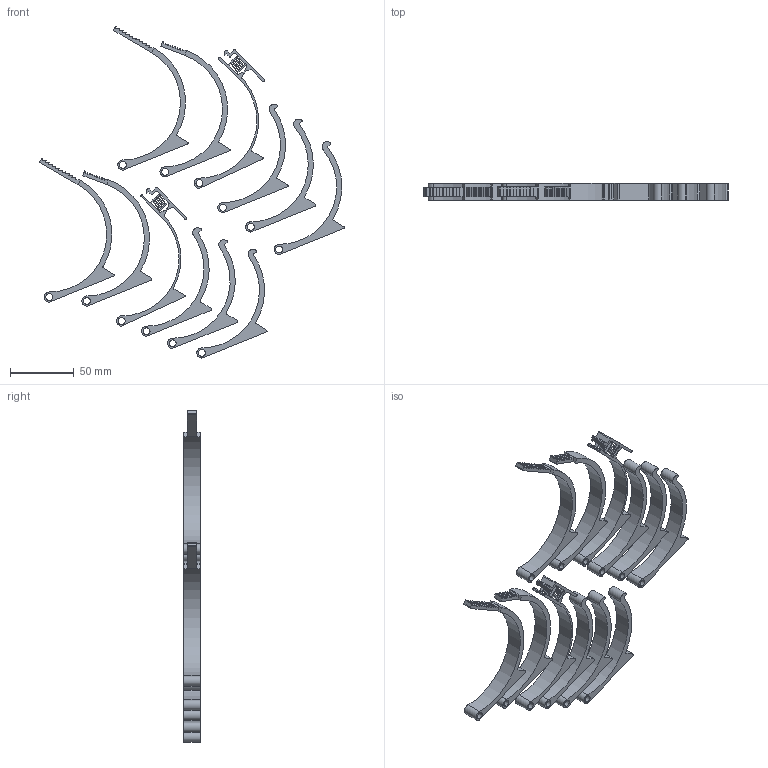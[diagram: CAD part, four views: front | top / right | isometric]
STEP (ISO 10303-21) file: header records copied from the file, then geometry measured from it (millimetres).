
FILE_DESCRIPTION (( 'STEP AP214' ), '1' );
FILE_NAME ('ArmBandforPrinting v2.STEP', '2024-01-21T05:46:32', ( '' ), ( '' ), 'SwSTEP 2.0', 'SolidWorks 2023', '' );
FILE_SCHEMA (( 'AUTOMOTIVE_DESIGN' ));
Length unit declared in the file: millimetre
Products named in the file (6): Arm Clamp inner v3; Arm Clamp v4; Arm Clamp v3; ArmBandforPrinting v2; Arm Clamp v5; Arm Clamp inner v3.1
Assembly tree (12 placements, depth 2):
  ArmBandforPrinting v2
    Arm Clamp inner v3  x2
    Arm Clamp v3  x2
    Arm Clamp v5  x4
    Arm Clamp v4  x2
    Arm Clamp inner v3.1  x2
Bounding box: 238.51 x 13 x 259.96 mm (x, y, z)
Volume: 97868.8 mm3; surface area: 66420.7 mm2
Topology: 12 solids, 12 shells, 682 faces, 1982 edges, 1316 vertices
Faces by surface type: cylinder 368, plane 314
Entity records: 11137 total; most frequent: DIRECTION 1968, CARTESIAN_POINT 1913, ORIENTED_EDGE 1892, EDGE_CURVE 946, AXIS2_PLACEMENT_3D 683, VERTEX_POINT 628, VECTOR 602, LINE 602
